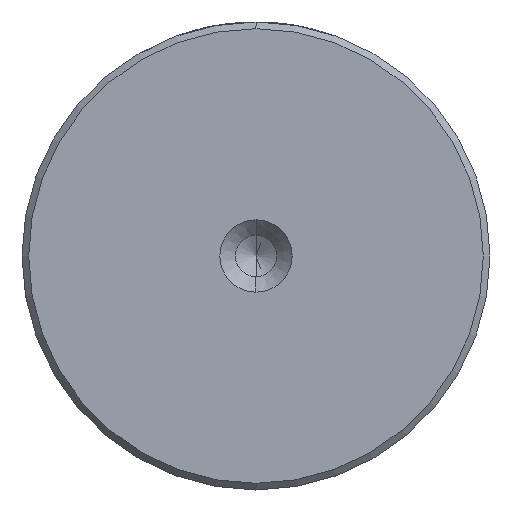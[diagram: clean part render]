
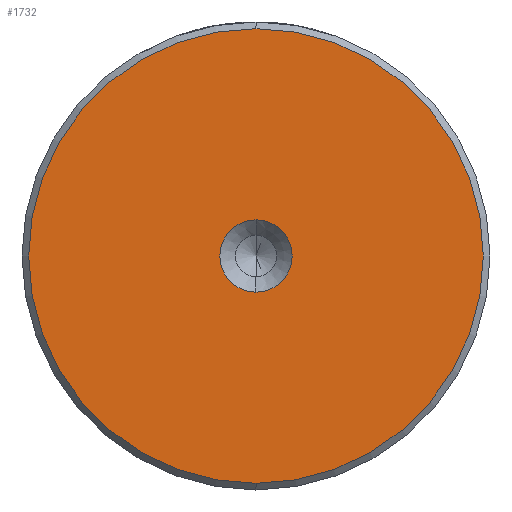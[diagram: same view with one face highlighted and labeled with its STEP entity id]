
A CAD part, left-side view. The second image highlights one B-rep face of the part: STEP entity #1732.
In plain terms, the highlighted planar face has unit normal (-1, 0, 0).
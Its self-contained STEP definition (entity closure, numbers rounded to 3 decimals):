
#52 = DIRECTION ( 'NONE',  ( 0., 0., 1. ) ) ;
#120 = DIRECTION ( 'NONE',  ( 0., 0., 1. ) ) ;
#123 = DIRECTION ( 'NONE',  ( -1., 0., 0. ) ) ;
#170 = EDGE_CURVE ( 'NONE', #1937, #2615, #1666, .T. ) ;
#193 = AXIS2_PLACEMENT_3D ( 'NONE', #197, #1909, #447 ) ;
#197 = CARTESIAN_POINT ( 'NONE',  ( 0., 0., 0. ) ) ;
#234 = AXIS2_PLACEMENT_3D ( 'NONE', #852, #2564, #1094 ) ;
#424 = AXIS2_PLACEMENT_3D ( 'NONE', #3027, #1587, #120 ) ;
#447 = DIRECTION ( 'NONE',  ( 0., 0., 1. ) ) ;
#455 = FACE_OUTER_BOUND ( 'NONE', #814, .T. ) ;
#519 = ORIENTED_EDGE ( 'NONE', *, *, #170, .F. ) ;
#565 = CIRCLE ( 'NONE', #193, 17. ) ;
#587 = VERTEX_POINT ( 'NONE', #892 ) ;
#706 = AXIS2_PLACEMENT_3D ( 'NONE', #2963, #1510, #52 ) ;
#783 = PLANE ( 'NONE',  #706 ) ;
#814 = EDGE_LOOP ( 'NONE', ( #1630, #2618 ) ) ;
#852 = CARTESIAN_POINT ( 'NONE',  ( 0., 0., 0. ) ) ;
#892 = CARTESIAN_POINT ( 'NONE',  ( 0., 0., 17. ) ) ;
#968 = CARTESIAN_POINT ( 'NONE',  ( 0., 0., -17. ) ) ;
#1094 = DIRECTION ( 'NONE',  ( 0., 0., 1. ) ) ;
#1106 = EDGE_CURVE ( 'NONE', #2615, #1937, #3046, .T. ) ;
#1111 = FACE_BOUND ( 'NONE', #2071, .T. ) ;
#1510 = DIRECTION ( 'NONE',  ( -1., 0., 0. ) ) ;
#1587 = DIRECTION ( 'NONE',  ( -1., 0., 0. ) ) ;
#1590 = CARTESIAN_POINT ( 'NONE',  ( 0., 0., 0. ) ) ;
#1630 = ORIENTED_EDGE ( 'NONE', *, *, #2641, .T. ) ;
#1666 = CIRCLE ( 'NONE', #3134, 2.7 ) ;
#1732 = ADVANCED_FACE ( 'NONE', ( #455, #1111 ), #783, .T. ) ;
#1838 = DIRECTION ( 'NONE',  ( 0., 0., 1. ) ) ;
#1840 = CARTESIAN_POINT ( 'NONE',  ( 0., 0., -2.7 ) ) ;
#1909 = DIRECTION ( 'NONE',  ( -1., 0., 0. ) ) ;
#1937 = VERTEX_POINT ( 'NONE', #1840 ) ;
#2071 = EDGE_LOOP ( 'NONE', ( #2107, #519 ) ) ;
#2107 = ORIENTED_EDGE ( 'NONE', *, *, #1106, .F. ) ;
#2285 = CARTESIAN_POINT ( 'NONE',  ( 0., 0., 2.7 ) ) ;
#2389 = VERTEX_POINT ( 'NONE', #968 ) ;
#2564 = DIRECTION ( 'NONE',  ( -1., 0., 0. ) ) ;
#2615 = VERTEX_POINT ( 'NONE', #2285 ) ;
#2618 = ORIENTED_EDGE ( 'NONE', *, *, #2877, .T. ) ;
#2641 = EDGE_CURVE ( 'NONE', #2389, #587, #3101, .T. ) ;
#2877 = EDGE_CURVE ( 'NONE', #587, #2389, #565, .T. ) ;
#2963 = CARTESIAN_POINT ( 'NONE',  ( 0., 0., 0. ) ) ;
#3027 = CARTESIAN_POINT ( 'NONE',  ( 0., 0., 0. ) ) ;
#3046 = CIRCLE ( 'NONE', #234, 2.7 ) ;
#3101 = CIRCLE ( 'NONE', #424, 17. ) ;
#3134 = AXIS2_PLACEMENT_3D ( 'NONE', #1590, #123, #1838 ) ;
